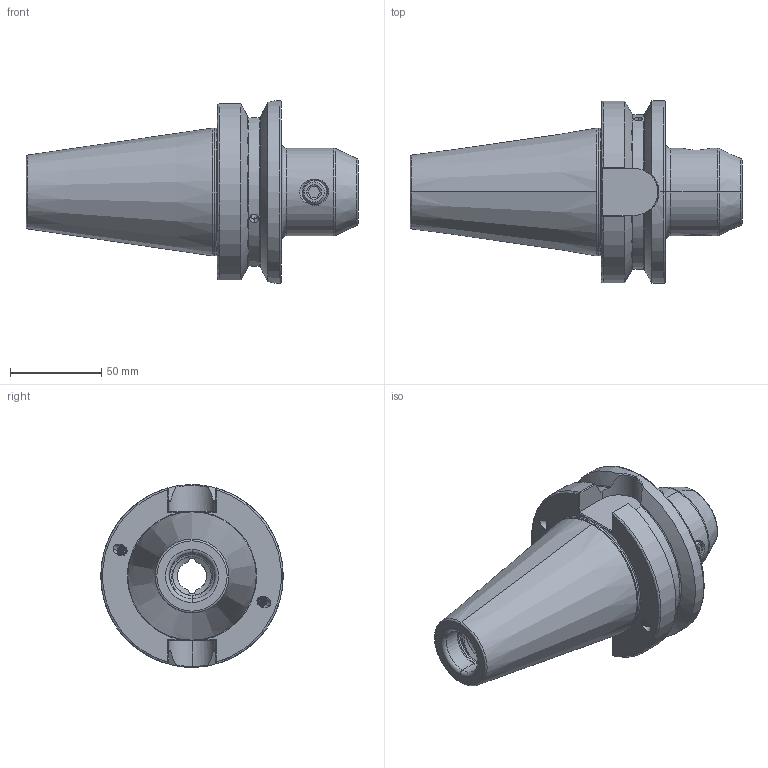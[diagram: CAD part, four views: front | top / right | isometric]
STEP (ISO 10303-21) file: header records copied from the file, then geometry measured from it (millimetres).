
FILE_DESCRIPTION (( 'STEP AP203' ), '1' );
FILE_NAME ('506.04.16.K.STEP', '2016-08-08T05:58:12', ( '' ), ( '' ), 'SwSTEP 2.0', 'SolidWorks 2012', '' );
FILE_SCHEMA (( 'CONFIG_CONTROL_DESIGN' ));
Length unit declared in the file: millimetre
Products named in the file (3): 506.04.16.K; 側固14_M14x2_16L
Assembly tree (2 placements, depth 2):
  506.04.16.K
    506.04.16.K
    側固14_M14x2_16L
Bounding box: 181.8 x 100 x 100 mm (x, y, z)
Volume: 500995 mm3; surface area: 67222.8 mm2
Topology: 2 solids, 2 shells, 273 faces, 740 edges, 471 vertices
Faces by surface type: cylinder 126, plane 56, torus 38, cone 32, bspline 19, sphere 2
Entity records: 18160 total; most frequent: CARTESIAN_POINT 11765, ORIENTED_EDGE 1468, DIRECTION 1085, EDGE_CURVE 734, VERTEX_POINT 471, AXIS2_PLACEMENT_3D 432, EDGE_LOOP 291, FACE_OUTER_BOUND 273
